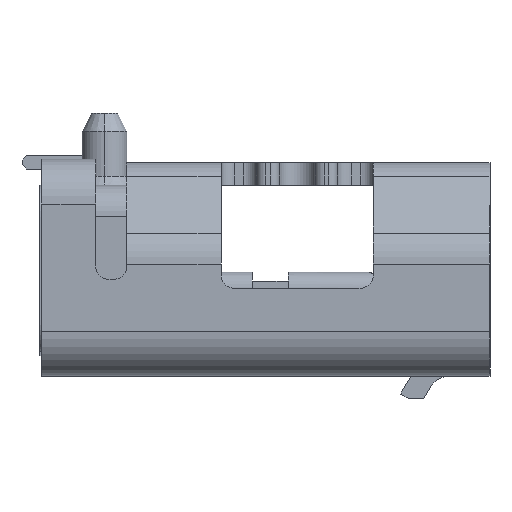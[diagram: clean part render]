
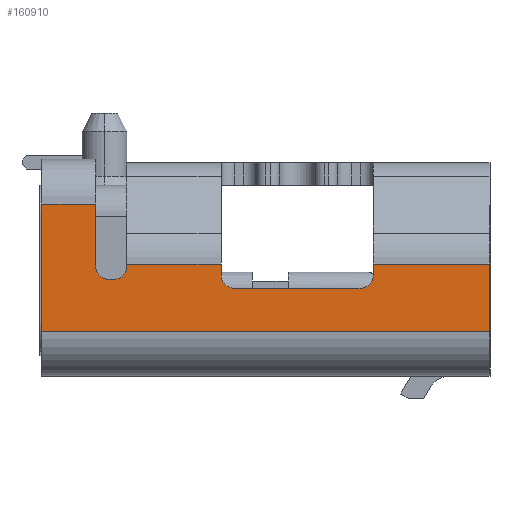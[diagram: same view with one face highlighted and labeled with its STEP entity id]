
A CAD part, left-side view. The second image highlights one B-rep face of the part: STEP entity #160910.
In plain terms, the highlighted planar face has unit normal (-1, 0, 0).
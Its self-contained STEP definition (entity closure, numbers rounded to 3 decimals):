
#146140=CARTESIAN_POINT('',(2.5,-22.,3.085));
#146150=DIRECTION('',(1.,0.,0.));
#146160=DIRECTION('',(0.,0.,1.));
#146170=AXIS2_PLACEMENT_3D('',#146140,#146150,#146160);
#146180=CIRCLE('',#146170,0.15);
#146190=CARTESIAN_POINT('',(2.5,-22.,3.235));
#146200=VERTEX_POINT('',#146190);
#146210=CARTESIAN_POINT('',(2.5,-22.15,3.085));
#146220=VERTEX_POINT('',#146210);
#146230=EDGE_CURVE('',#146200,#146220,#146180,.T.);
#153550=CARTESIAN_POINT('',(2.5,-21.8,3.085));
#153560=VERTEX_POINT('',#153550);
#153590=CARTESIAN_POINT('',(2.5,-21.95,3.085));
#153600=DIRECTION('',(1.,0.,0.));
#153610=DIRECTION('',(0.,1.,0.));
#153620=AXIS2_PLACEMENT_3D('',#153590,#153600,#153610);
#153630=CIRCLE('',#153620,0.15);
#153640=CARTESIAN_POINT('',(2.5,-21.95,3.235));
#153650=VERTEX_POINT('',#153640);
#153660=EDGE_CURVE('',#153560,#153650,#153630,.T.);
#153840=CARTESIAN_POINT('',(2.5,-22.,3.235));
#153850=DIRECTION('',(0.,1.,0.));
#153860=VECTOR('',#153850,0.05);
#153870=LINE('',#153840,#153860);
#153880=EDGE_CURVE('',#146200,#153650,#153870,.T.);
#153990=CARTESIAN_POINT('',(2.5,-22.15,3.085));
#154000=DIRECTION('',(-0.,0.,-1.));
#154010=VECTOR('',#154000,0.69);
#154020=LINE('',#153990,#154010);
#154030=CARTESIAN_POINT('',(2.5,-22.15,2.395));
#154040=VERTEX_POINT('',#154030);
#154050=EDGE_CURVE('',#146220,#154040,#154020,.T.);
#154690=CARTESIAN_POINT('',(2.5,-20.6,3.335));
#154700=VERTEX_POINT('',#154690);
#154870=CARTESIAN_POINT('',(2.5,-19.2,3.335));
#154880=VERTEX_POINT('',#154870);
#154910=CARTESIAN_POINT('',(2.5,-17.75,3.335));
#154920=DIRECTION('',(0.,1.,0.));
#154930=VECTOR('',#154920,1.);
#154940=LINE('',#154910,#154930);
#154950=EDGE_CURVE('',#154700,#154880,#154940,.T.);
#159230=CARTESIAN_POINT('',(2.5,-20.6,3.185));
#159240=DIRECTION('',(1.,0.,0.));
#159250=DIRECTION('',(0.,0.,1.));
#159260=AXIS2_PLACEMENT_3D('',#159230,#159240,#159250);
#159270=CIRCLE('',#159260,0.15);
#159280=CARTESIAN_POINT('',(2.5,-20.75,3.185));
#159290=VERTEX_POINT('',#159280);
#159300=EDGE_CURVE('',#154700,#159290,#159270,.T.);
#159480=CARTESIAN_POINT('',(2.5,-17.75,3.066));
#159490=DIRECTION('',(0.,-1.,0.));
#159500=VECTOR('',#159490,1.);
#159510=LINE('',#159480,#159500);
#159520=CARTESIAN_POINT('',(2.5,-20.75,3.066));
#159530=VERTEX_POINT('',#159520);
#159540=CARTESIAN_POINT('',(2.5,-21.8,3.066));
#159550=VERTEX_POINT('',#159540);
#159560=EDGE_CURVE('',#159530,#159550,#159510,.T.);
#160100=CARTESIAN_POINT('',(2.5,-17.75,3.066));
#160110=DIRECTION('',(1.,0.,0.));
#160120=DIRECTION('',(0.,0.,1.));
#160130=AXIS2_PLACEMENT_3D('',#160100,#160110,#160120);
#160140=PLANE('',#160130);
#160150=CARTESIAN_POINT('',(2.5,-22.75,2.395));
#160160=DIRECTION('',(0.,0.,1.));
#160170=VECTOR('',#160160,1.42);
#160180=LINE('',#160150,#160170);
#160190=CARTESIAN_POINT('',(2.5,-22.75,2.395));
#160200=VERTEX_POINT('',#160190);
#160210=CARTESIAN_POINT('',(2.5,-22.75,3.815));
#160220=VERTEX_POINT('',#160210);
#160230=EDGE_CURVE('',#160200,#160220,#160180,.T.);
#160240=ORIENTED_EDGE('',*,*,#160230,.T.);
#160250=CARTESIAN_POINT('',(2.5,-22.75,2.395));
#160260=DIRECTION('',(0.,1.,0.));
#160270=VECTOR('',#160260,0.6);
#160280=LINE('',#160250,#160270);
#160290=EDGE_CURVE('',#160200,#154040,#160280,.T.);
#160300=ORIENTED_EDGE('',*,*,#160290,.F.);
#160310=ORIENTED_EDGE('',*,*,#154050,.T.);
#160320=ORIENTED_EDGE('',*,*,#146230,.T.);
#160330=ORIENTED_EDGE('',*,*,#153880,.F.);
#160340=ORIENTED_EDGE('',*,*,#153660,.T.);
#160350=CARTESIAN_POINT('',(2.5,-21.8,3.066));
#160360=DIRECTION('',(0.,0.,1.));
#160370=VECTOR('',#160360,0.019);
#160380=LINE('',#160350,#160370);
#160390=EDGE_CURVE('',#159550,#153560,#160380,.T.);
#160400=ORIENTED_EDGE('',*,*,#160390,.T.);
#160410=ORIENTED_EDGE('',*,*,#159560,.T.);
#160420=CARTESIAN_POINT('',(2.5,-20.75,3.066));
#160430=DIRECTION('',(0.,0.,1.));
#160440=VECTOR('',#160430,0.119);
#160450=LINE('',#160420,#160440);
#160460=EDGE_CURVE('',#159530,#159290,#160450,.T.);
#160470=ORIENTED_EDGE('',*,*,#160460,.F.);
#160480=ORIENTED_EDGE('',*,*,#159300,.T.);
#160490=ORIENTED_EDGE('',*,*,#154950,.F.);
#160500=CARTESIAN_POINT('',(2.5,-19.2,3.185));
#160510=DIRECTION('',(1.,0.,0.));
#160520=DIRECTION('',(0.,1.,0.));
#160530=AXIS2_PLACEMENT_3D('',#160500,#160510,#160520);
#160540=CIRCLE('',#160530,0.15);
#160550=CARTESIAN_POINT('',(2.5,-19.05,3.185));
#160560=VERTEX_POINT('',#160550);
#160570=EDGE_CURVE('',#160560,#154880,#160540,.T.);
#160580=ORIENTED_EDGE('',*,*,#160570,.T.);
#160590=CARTESIAN_POINT('',(2.5,-19.05,3.066));
#160600=DIRECTION('',(0.,0.,1.));
#160610=VECTOR('',#160600,0.119);
#160620=LINE('',#160590,#160610);
#160630=CARTESIAN_POINT('',(2.5,-19.05,3.066));
#160640=VERTEX_POINT('',#160630);
#160650=EDGE_CURVE('',#160640,#160560,#160620,.T.);
#160660=ORIENTED_EDGE('',*,*,#160650,.T.);
#160670=CARTESIAN_POINT('',(2.5,-17.75,3.066));
#160680=DIRECTION('',(0.,-1.,0.));
#160690=VECTOR('',#160680,1.);
#160700=LINE('',#160670,#160690);
#160710=CARTESIAN_POINT('',(2.5,-17.75,3.066));
#160720=VERTEX_POINT('',#160710);
#160730=EDGE_CURVE('',#160720,#160640,#160700,.T.);
#160740=ORIENTED_EDGE('',*,*,#160730,.T.);
#160750=CARTESIAN_POINT('',(2.5,-17.75,0.));
#160760=DIRECTION('',(0.,-0.,1.));
#160770=VECTOR('',#160760,1.);
#160780=LINE('',#160750,#160770);
#160790=CARTESIAN_POINT('',(2.5,-17.75,3.815));
#160800=VERTEX_POINT('',#160790);
#160810=EDGE_CURVE('',#160720,#160800,#160780,.T.);
#160820=ORIENTED_EDGE('',*,*,#160810,.F.);
#160830=CARTESIAN_POINT('',(2.5,-17.75,3.815));
#160840=DIRECTION('',(0.,-1.,0.));
#160850=VECTOR('',#160840,1.);
#160860=LINE('',#160830,#160850);
#160870=EDGE_CURVE('',#160800,#160220,#160860,.T.);
#160880=ORIENTED_EDGE('',*,*,#160870,.F.);
#160890=EDGE_LOOP('',(#160880,#160820,#160740,#160660,#160580,#160490,
#160480,#160470,#160410,#160400,#160340,#160330,#160320,#160310,#160300,
#160240));
#160900=FACE_OUTER_BOUND('',#160890,.T.);
#160910=ADVANCED_FACE('',(#160900),#160140,.F.);
